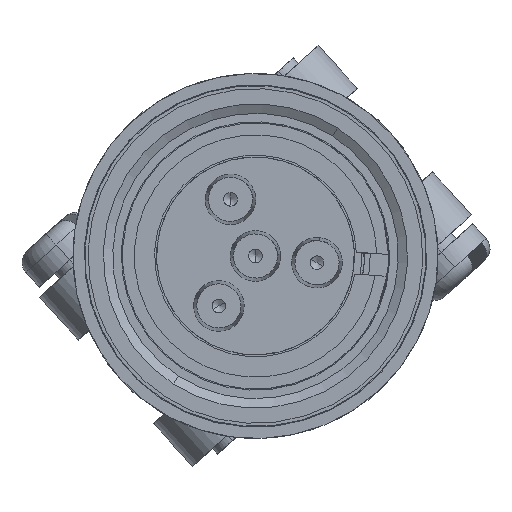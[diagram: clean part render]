
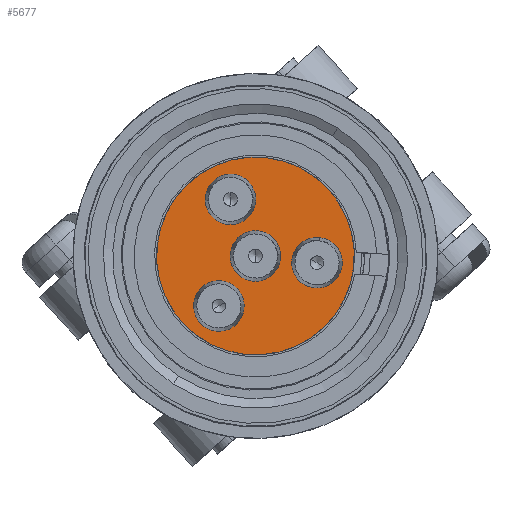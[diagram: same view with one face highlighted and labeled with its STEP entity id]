
A CAD part, front view. The second image highlights one B-rep face of the part: STEP entity #5677.
In plain terms, the highlighted planar face has unit normal (0, -1, 0).
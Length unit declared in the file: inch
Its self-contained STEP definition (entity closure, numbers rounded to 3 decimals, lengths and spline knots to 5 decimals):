
#4768 = VERTEX_POINT ( 'NONE', #15440 ) ;
#4773 = VERTEX_POINT ( 'NONE', #15445 ) ;
#4789 = VERTEX_POINT ( 'NONE', #15461 ) ;
#4807 = VERTEX_POINT ( 'NONE', #15479 ) ;
#4811 = VERTEX_POINT ( 'NONE', #15483 ) ;
#4834 = VERTEX_POINT ( 'NONE', #15506 ) ;
#4843 = VERTEX_POINT ( 'NONE', #15515 ) ;
#4844 = VERTEX_POINT ( 'NONE', #15516 ) ;
#4846 = VERTEX_POINT ( 'NONE', #15518 ) ;
#4847 = VERTEX_POINT ( 'NONE', #15519 ) ;
#5275 = EDGE_CURVE ( 'NONE', #4834, #4811, #13186, .T. ) ;
#5279 = EDGE_CURVE ( 'NONE', #4789, #4807, #13192, .T. ) ;
#5296 = EDGE_CURVE ( 'NONE', #4768, #4773, #13217, .T. ) ;
#5317 = EDGE_CURVE ( 'NONE', #4843, #4844, #20411, .T. ) ;
#5321 = EDGE_CURVE ( 'NONE', #4846, #4847, #20425, .T. ) ;
#5391 = EDGE_CURVE ( 'NONE', #4807, #4789, #20600, .T. ) ;
#5392 = EDGE_CURVE ( 'NONE', #4844, #4843, #20602, .T. ) ;
#5393 = EDGE_CURVE ( 'NONE', #4847, #4846, #20604, .T. ) ;
#5394 = EDGE_CURVE ( 'NONE', #4773, #4768, #20606, .T. ) ;
#5395 = EDGE_CURVE ( 'NONE', #4811, #4834, #20607, .T. ) ;
#5677 = ADVANCED_FACE ( 'NONE', ( #21191, #21194, #21186, #21188, #21192 ), #16289, .F. ) ;
#7578 = EDGE_LOOP ( 'NONE', ( #14005, #14006 ) ) ;
#7580 = EDGE_LOOP ( 'NONE', ( #13995, #14028 ) ) ;
#7583 = EDGE_LOOP ( 'NONE', ( #14025, #14024 ) ) ;
#7592 = EDGE_LOOP ( 'NONE', ( #14002, #14003 ) ) ;
#7596 = EDGE_LOOP ( 'NONE', ( #14023, #14022 ) ) ;
#10307 = AXIS2_PLACEMENT_3D ( 'NONE', #11746, #11748, #11750 ) ;
#10309 = AXIS2_PLACEMENT_3D ( 'NONE', #11766, #11768, #11770 ) ;
#10318 = AXIS2_PLACEMENT_3D ( 'NONE', #13291, #13292, #13293 ) ;
#10329 = AXIS2_PLACEMENT_3D ( 'NONE', #13344, #13345, #13346 ) ;
#10331 = AXIS2_PLACEMENT_3D ( 'NONE', #13355, #13356, #13357 ) ;
#10371 = AXIS2_PLACEMENT_3D ( 'NONE', #13532, #13533, #13534 ) ;
#10372 = AXIS2_PLACEMENT_3D ( 'NONE', #13535, #13536, #13537 ) ;
#10373 = AXIS2_PLACEMENT_3D ( 'NONE', #13538, #13539, #13540 ) ;
#10374 = AXIS2_PLACEMENT_3D ( 'NONE', #13541, #13542, #13543 ) ;
#10375 = AXIS2_PLACEMENT_3D ( 'NONE', #13545, #13546, #13547 ) ;
#10541 = AXIS2_PLACEMENT_3D ( 'NONE', #16291, #16282, #16293 ) ;
#11746 = CARTESIAN_POINT ( 'NONE',  ( -0.10175, 0., -0.17624 ) ) ;
#11748 = DIRECTION ( 'NONE',  ( 0., -1., 0. ) ) ;
#11750 = DIRECTION ( 'NONE',  ( 0., 0., 1. ) ) ;
#11766 = CARTESIAN_POINT ( 'NONE',  ( -0.10175, 0., 0.17624 ) ) ;
#11768 = DIRECTION ( 'NONE',  ( 0., -1., 0. ) ) ;
#11770 = DIRECTION ( 'NONE',  ( 0., 0., 1. ) ) ;
#13186 = CIRCLE ( 'NONE', #10307, 0.083 ) ;
#13192 = CIRCLE ( 'NONE', #10309, 0.083 ) ;
#13217 = CIRCLE ( 'NONE', #10318, 0.083 ) ;
#13291 = CARTESIAN_POINT ( 'NONE',  ( 0., 0., 0. ) ) ;
#13292 = DIRECTION ( 'NONE',  ( 0., -1., 0. ) ) ;
#13293 = DIRECTION ( 'NONE',  ( 0., 0., 1. ) ) ;
#13344 = CARTESIAN_POINT ( 'NONE',  ( 0.2035, 0., 0. ) ) ;
#13345 = DIRECTION ( 'NONE',  ( 0., -1., 0. ) ) ;
#13346 = DIRECTION ( 'NONE',  ( 0., 0., 1. ) ) ;
#13355 = CARTESIAN_POINT ( 'NONE',  ( 0., 0., 0. ) ) ;
#13356 = DIRECTION ( 'NONE',  ( 0., -1., 0. ) ) ;
#13357 = DIRECTION ( 'NONE',  ( 0., 0., -1. ) ) ;
#13532 = CARTESIAN_POINT ( 'NONE',  ( -0.10175, 0., 0.17624 ) ) ;
#13533 = DIRECTION ( 'NONE',  ( 0., -1., 0. ) ) ;
#13534 = DIRECTION ( 'NONE',  ( 0., 0., 1. ) ) ;
#13535 = CARTESIAN_POINT ( 'NONE',  ( 0.2035, 0., 0. ) ) ;
#13536 = DIRECTION ( 'NONE',  ( 0., -1., 0. ) ) ;
#13537 = DIRECTION ( 'NONE',  ( 0., 0., 1. ) ) ;
#13538 = CARTESIAN_POINT ( 'NONE',  ( 0., 0., 0. ) ) ;
#13539 = DIRECTION ( 'NONE',  ( 0., -1., 0. ) ) ;
#13540 = DIRECTION ( 'NONE',  ( 0., 0., -1. ) ) ;
#13541 = CARTESIAN_POINT ( 'NONE',  ( 0., 0., 0. ) ) ;
#13542 = DIRECTION ( 'NONE',  ( 0., -1., 0. ) ) ;
#13543 = DIRECTION ( 'NONE',  ( 0., 0., 1. ) ) ;
#13545 = CARTESIAN_POINT ( 'NONE',  ( -0.10175, 0., -0.17624 ) ) ;
#13546 = DIRECTION ( 'NONE',  ( 0., -1., 0. ) ) ;
#13547 = DIRECTION ( 'NONE',  ( 0., 0., 1. ) ) ;
#13995 = ORIENTED_EDGE ( 'NONE', *, *, #5395, .F. ) ;
#14002 = ORIENTED_EDGE ( 'NONE', *, *, #5392, .F. ) ;
#14003 = ORIENTED_EDGE ( 'NONE', *, *, #5317, .F. ) ;
#14005 = ORIENTED_EDGE ( 'NONE', *, *, #5391, .F. ) ;
#14006 = ORIENTED_EDGE ( 'NONE', *, *, #5279, .F. ) ;
#14022 = ORIENTED_EDGE ( 'NONE', *, *, #5296, .F. ) ;
#14023 = ORIENTED_EDGE ( 'NONE', *, *, #5394, .F. ) ;
#14024 = ORIENTED_EDGE ( 'NONE', *, *, #5393, .T. ) ;
#14025 = ORIENTED_EDGE ( 'NONE', *, *, #5321, .T. ) ;
#14028 = ORIENTED_EDGE ( 'NONE', *, *, #5275, .F. ) ;
#15440 = CARTESIAN_POINT ( 'NONE',  ( 0., 0., 0.083 ) ) ;
#15445 = CARTESIAN_POINT ( 'NONE',  ( 0., 0., -0.083 ) ) ;
#15461 = CARTESIAN_POINT ( 'NONE',  ( -0.17363, 0., 0.13474 ) ) ;
#15479 = CARTESIAN_POINT ( 'NONE',  ( -0.02987, 0., 0.21774 ) ) ;
#15483 = CARTESIAN_POINT ( 'NONE',  ( -0.17363, 0., -0.13474 ) ) ;
#15506 = CARTESIAN_POINT ( 'NONE',  ( -0.02987, 0., -0.21774 ) ) ;
#15515 = CARTESIAN_POINT ( 'NONE',  ( 0.2035, 0., 0.083 ) ) ;
#15516 = CARTESIAN_POINT ( 'NONE',  ( 0.2035, 0., -0.083 ) ) ;
#15518 = CARTESIAN_POINT ( 'NONE',  ( 0., 0., -0.325 ) ) ;
#15519 = CARTESIAN_POINT ( 'NONE',  ( 0., 0., 0.325 ) ) ;
#16282 = DIRECTION ( 'NONE',  ( 0., 1., 0. ) ) ;
#16289 = PLANE ( 'NONE',  #10541 ) ;
#16291 = CARTESIAN_POINT ( 'NONE',  ( 0., 0., 0. ) ) ;
#16293 = DIRECTION ( 'NONE',  ( 0., 0., 1. ) ) ;
#20411 = CIRCLE ( 'NONE', #10329, 0.083 ) ;
#20425 = CIRCLE ( 'NONE', #10331, 0.325 ) ;
#20600 = CIRCLE ( 'NONE', #10371, 0.083 ) ;
#20602 = CIRCLE ( 'NONE', #10372, 0.083 ) ;
#20604 = CIRCLE ( 'NONE', #10373, 0.325 ) ;
#20606 = CIRCLE ( 'NONE', #10374, 0.083 ) ;
#20607 = CIRCLE ( 'NONE', #10375, 0.083 ) ;
#21186 = FACE_OUTER_BOUND ( 'NONE', #7583, .T. ) ;
#21188 = FACE_BOUND ( 'NONE', #7596, .T. ) ;
#21191 = FACE_BOUND ( 'NONE', #7578, .T. ) ;
#21192 = FACE_BOUND ( 'NONE', #7580, .T. ) ;
#21194 = FACE_BOUND ( 'NONE', #7592, .T. ) ;
